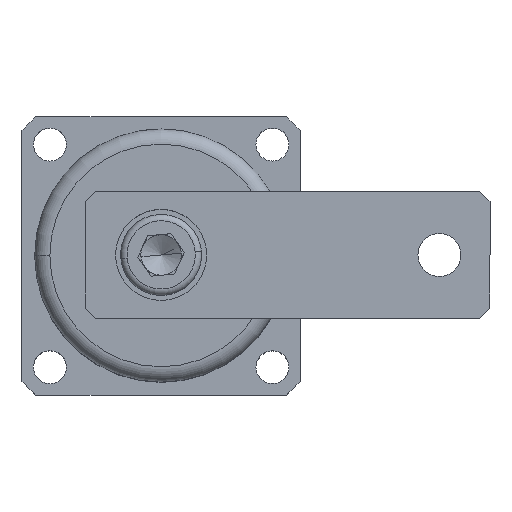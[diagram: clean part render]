
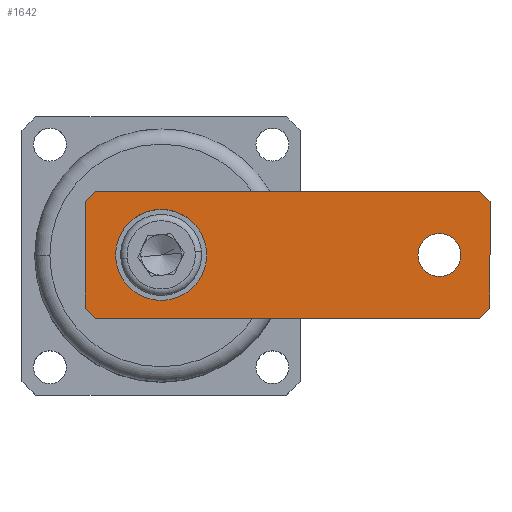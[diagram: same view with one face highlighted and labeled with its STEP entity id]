
A CAD part, top view. The second image highlights one B-rep face of the part: STEP entity #1642.
In plain terms, the highlighted face is planar.
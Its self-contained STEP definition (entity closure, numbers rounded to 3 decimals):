
#40 = ORIENTED_EDGE ( 'NONE', *, *, #3716, .T. ) ;
#61 = VERTEX_POINT ( 'NONE', #1041 ) ;
#81 = VERTEX_POINT ( 'NONE', #939 ) ;
#90 = ORIENTED_EDGE ( 'NONE', *, *, #3707, .T. ) ;
#111 = VERTEX_POINT ( 'NONE', #998 ) ;
#124 = ORIENTED_EDGE ( 'NONE', *, *, #3721, .T. ) ;
#132 = VERTEX_POINT ( 'NONE', #974 ) ;
#136 = ORIENTED_EDGE ( 'NONE', *, *, #3723, .T. ) ;
#144 = VERTEX_POINT ( 'NONE', #874 ) ;
#154 = VERTEX_POINT ( 'NONE', #1036 ) ;
#199 = VERTEX_POINT ( 'NONE', #988 ) ;
#216 = VERTEX_POINT ( 'NONE', #994 ) ;
#225 = VERTEX_POINT ( 'NONE', #823 ) ;
#227 = VERTEX_POINT ( 'NONE', #825 ) ;
#228 = ORIENTED_EDGE ( 'NONE', *, *, #3722, .T. ) ;
#231 = ORIENTED_EDGE ( 'NONE', *, *, #3719, .F. ) ;
#261 = VERTEX_POINT ( 'NONE', #844 ) ;
#270 = ORIENTED_EDGE ( 'NONE', *, *, #3712, .T. ) ;
#272 = VERTEX_POINT ( 'NONE', #1478 ) ;
#310 = AXIS2_PLACEMENT_3D ( 'NONE', #2498, #2492, #2502 ) ;
#399 = AXIS2_PLACEMENT_3D ( 'NONE', #5659, #5660, #5661 ) ;
#401 = AXIS2_PLACEMENT_3D ( 'NONE', #5669, #5670, #5671 ) ;
#408 = AXIS2_PLACEMENT_3D ( 'NONE', #5736, #5737, #5738 ) ;
#409 = AXIS2_PLACEMENT_3D ( 'NONE', #5739, #5740, #5741 ) ;
#823 = CARTESIAN_POINT ( 'NONE',  ( -38., 12.5, -12.5 ) ) ;
#825 = CARTESIAN_POINT ( 'NONE',  ( -40., 12.5, 10.5 ) ) ;
#844 = CARTESIAN_POINT ( 'NONE',  ( 25., 12.5, -9. ) ) ;
#874 = CARTESIAN_POINT ( 'NONE',  ( 38., 12.5, -12.5 ) ) ;
#939 = CARTESIAN_POINT ( 'NONE',  ( -30., 12.5, -4.25 ) ) ;
#974 = CARTESIAN_POINT ( 'NONE',  ( 40., 12.5, -10.5 ) ) ;
#988 = CARTESIAN_POINT ( 'NONE',  ( -30., 12.5, 4.25 ) ) ;
#994 = CARTESIAN_POINT ( 'NONE',  ( 40., 12.5, 10.5 ) ) ;
#998 = CARTESIAN_POINT ( 'NONE',  ( -38., 12.5, 12.5 ) ) ;
#1036 = CARTESIAN_POINT ( 'NONE',  ( 25., 12.5, 9. ) ) ;
#1041 = CARTESIAN_POINT ( 'NONE',  ( -40., 12.5, -10.5 ) ) ;
#1090 = EDGE_LOOP ( 'NONE', ( #231, #1753 ) ) ;
#1093 = EDGE_LOOP ( 'NONE', ( #5210, #5238 ) ) ;
#1099 = EDGE_LOOP ( 'NONE', ( #90, #5110, #5211, #124, #270, #228, #40, #136 ) ) ;
#1478 = CARTESIAN_POINT ( 'NONE',  ( 38., 12.5, 12.5 ) ) ;
#1642 = ADVANCED_FACE ( 'NONE', ( #4361, #4364, #4362 ), #2500, .T. ) ;
#1753 = ORIENTED_EDGE ( 'NONE', *, *, #3688, .F. ) ;
#2492 = DIRECTION ( 'NONE',  ( 0., 1., 0. ) ) ;
#2498 = CARTESIAN_POINT ( 'NONE',  ( 0., 12.5, 0. ) ) ;
#2500 = PLANE ( 'NONE',  #310 ) ;
#2502 = DIRECTION ( 'NONE',  ( 0., 0., 1. ) ) ;
#3684 = EDGE_CURVE ( 'NONE', #81, #199, #4648, .T. ) ;
#3688 = EDGE_CURVE ( 'NONE', #261, #154, #4654, .T. ) ;
#3707 = EDGE_CURVE ( 'NONE', #216, #132, #4686, .T. ) ;
#3709 = EDGE_CURVE ( 'NONE', #144, #225, #4690, .T. ) ;
#3712 = EDGE_CURVE ( 'NONE', #61, #227, #4696, .T. ) ;
#3716 = EDGE_CURVE ( 'NONE', #111, #272, #4704, .T. ) ;
#3718 = EDGE_CURVE ( 'NONE', #199, #81, #4708, .T. ) ;
#3719 = EDGE_CURVE ( 'NONE', #154, #261, #4710, .T. ) ;
#3720 = EDGE_CURVE ( 'NONE', #132, #144, #4711, .T. ) ;
#3721 = EDGE_CURVE ( 'NONE', #225, #61, #4712, .T. ) ;
#3722 = EDGE_CURVE ( 'NONE', #227, #111, #4714, .T. ) ;
#3723 = EDGE_CURVE ( 'NONE', #272, #216, #4716, .T. ) ;
#4361 = FACE_BOUND ( 'NONE', #1093, .T. ) ;
#4362 = FACE_OUTER_BOUND ( 'NONE', #1099, .T. ) ;
#4364 = FACE_BOUND ( 'NONE', #1090, .T. ) ;
#4648 = CIRCLE ( 'NONE', #399, 4.25 ) ;
#4654 = CIRCLE ( 'NONE', #401, 9. ) ;
#4686 = LINE ( 'NONE', #5713, #4689 ) ;
#4689 = VECTOR ( 'NONE', #5714, 1000. ) ;
#4690 = LINE ( 'NONE', #5716, #4693 ) ;
#4693 = VECTOR ( 'NONE', #5717, 1000. ) ;
#4696 = LINE ( 'NONE', #5722, #4699 ) ;
#4699 = VECTOR ( 'NONE', #5723, 1000. ) ;
#4704 = LINE ( 'NONE', #5730, #4707 ) ;
#4707 = VECTOR ( 'NONE', #5731, 1000. ) ;
#4708 = CIRCLE ( 'NONE', #408, 4.25 ) ;
#4710 = CIRCLE ( 'NONE', #409, 9. ) ;
#4711 = LINE ( 'NONE', #5734, #4713 ) ;
#4712 = LINE ( 'NONE', #5742, #4715 ) ;
#4713 = VECTOR ( 'NONE', #5735, 1000. ) ;
#4714 = LINE ( 'NONE', #5744, #4717 ) ;
#4715 = VECTOR ( 'NONE', #5743, 1000. ) ;
#4716 = LINE ( 'NONE', #5746, #4719 ) ;
#4717 = VECTOR ( 'NONE', #5745, 1000. ) ;
#4719 = VECTOR ( 'NONE', #5747, 1000. ) ;
#5110 = ORIENTED_EDGE ( 'NONE', *, *, #3720, .T. ) ;
#5210 = ORIENTED_EDGE ( 'NONE', *, *, #3718, .F. ) ;
#5211 = ORIENTED_EDGE ( 'NONE', *, *, #3709, .T. ) ;
#5238 = ORIENTED_EDGE ( 'NONE', *, *, #3684, .F. ) ;
#5659 = CARTESIAN_POINT ( 'NONE',  ( -30., 12.5, 0. ) ) ;
#5660 = DIRECTION ( 'NONE',  ( 0., 1., 0. ) ) ;
#5661 = DIRECTION ( 'NONE',  ( 0., 0., 1. ) ) ;
#5669 = CARTESIAN_POINT ( 'NONE',  ( 25., 12.5, 0. ) ) ;
#5670 = DIRECTION ( 'NONE',  ( 0., 1., 0. ) ) ;
#5671 = DIRECTION ( 'NONE',  ( 0., 0., 1. ) ) ;
#5713 = CARTESIAN_POINT ( 'NONE',  ( 40., 12.5, -12.5 ) ) ;
#5714 = DIRECTION ( 'NONE',  ( 0., 0., -1. ) ) ;
#5716 = CARTESIAN_POINT ( 'NONE',  ( -40., 12.5, -12.5 ) ) ;
#5717 = DIRECTION ( 'NONE',  ( -1., 0., 0. ) ) ;
#5722 = CARTESIAN_POINT ( 'NONE',  ( -40., 12.5, -12.5 ) ) ;
#5723 = DIRECTION ( 'NONE',  ( 0., 0., 1. ) ) ;
#5730 = CARTESIAN_POINT ( 'NONE',  ( -40., 12.5, 12.5 ) ) ;
#5731 = DIRECTION ( 'NONE',  ( 1., 0., 0. ) ) ;
#5734 = CARTESIAN_POINT ( 'NONE',  ( 25.25, 12.5, -25.25 ) ) ;
#5735 = DIRECTION ( 'NONE',  ( -0.707, 0., -0.707 ) ) ;
#5736 = CARTESIAN_POINT ( 'NONE',  ( -30., 12.5, 0. ) ) ;
#5737 = DIRECTION ( 'NONE',  ( 0., 1., 0. ) ) ;
#5738 = DIRECTION ( 'NONE',  ( 0., 0., 1. ) ) ;
#5739 = CARTESIAN_POINT ( 'NONE',  ( 25., 12.5, 0. ) ) ;
#5740 = DIRECTION ( 'NONE',  ( 0., 1., 0. ) ) ;
#5741 = DIRECTION ( 'NONE',  ( 0., 0., 1. ) ) ;
#5742 = CARTESIAN_POINT ( 'NONE',  ( -25.25, 12.5, -25.25 ) ) ;
#5743 = DIRECTION ( 'NONE',  ( -0.707, 0., 0.707 ) ) ;
#5744 = CARTESIAN_POINT ( 'NONE',  ( -25.25, 12.5, 25.25 ) ) ;
#5745 = DIRECTION ( 'NONE',  ( 0.707, 0., 0.707 ) ) ;
#5746 = CARTESIAN_POINT ( 'NONE',  ( 25.25, 12.5, 25.25 ) ) ;
#5747 = DIRECTION ( 'NONE',  ( 0.707, 0., -0.707 ) ) ;
